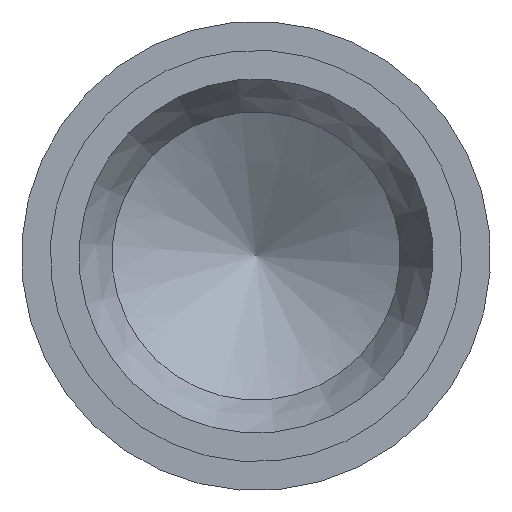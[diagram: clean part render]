
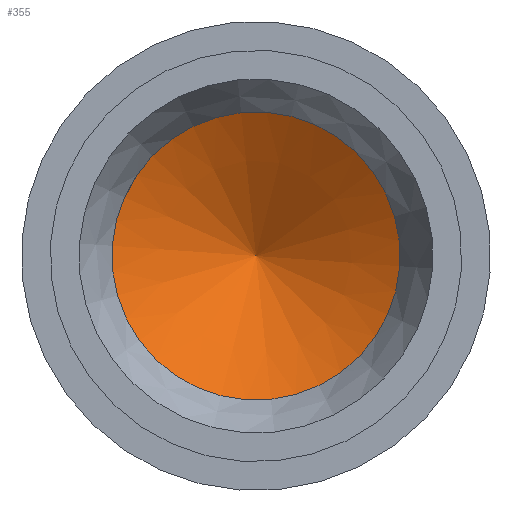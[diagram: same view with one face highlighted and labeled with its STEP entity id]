
A CAD part, left-side view. The second image highlights one B-rep face of the part: STEP entity #355.
In plain terms, the highlighted conical face has half-angle 59 degrees and reference radius 1664.28 mm.
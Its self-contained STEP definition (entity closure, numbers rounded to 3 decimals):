
#342=CONICAL_SURFACE('',#2326,1664.279,59.);
#346=VERTEX_LOOP('',#1586);
#355=ADVANCED_FACE('',(#474,#475),#342,.F.);
#474=FACE_BOUND('',#518,.T.);
#475=FACE_BOUND('',#346,.T.);
#518=EDGE_LOOP('',(#899));
#648=CIRCLE('',#2324,3.5);
#899=ORIENTED_EDGE('',*,*,#1854,.T.);
#1585=VERTEX_POINT('',#4333);
#1586=VERTEX_POINT('',#4335);
#1854=EDGE_CURVE('',#1585,#1585,#648,.T.);
#2324=AXIS2_PLACEMENT_3D('',#4332,#2416,#2417);
#2326=AXIS2_PLACEMENT_3D('',#4336,#2420,#2421);
#2416=DIRECTION('',(-1.,0.,0.));
#2417=DIRECTION('',(0.,0.243,-0.97));
#2420=DIRECTION('',(-1.,0.,0.));
#2421=DIRECTION('',(0.,-0.243,0.97));
#4332=CARTESIAN_POINT('',(-11.,0.,22.6));
#4333=CARTESIAN_POINT('',(-11.,0.85,19.205));
#4335=CARTESIAN_POINT('',(-8.897,0.,22.6));
#4336=CARTESIAN_POINT('',(-1008.897,0.,22.6));
